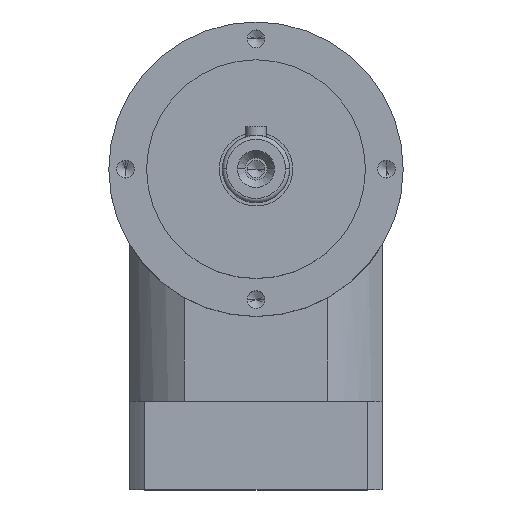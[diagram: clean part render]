
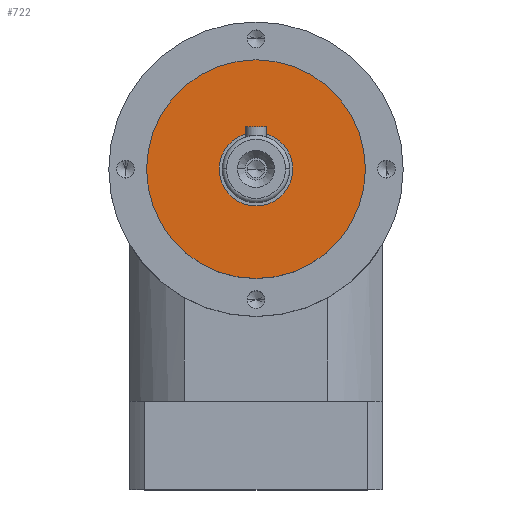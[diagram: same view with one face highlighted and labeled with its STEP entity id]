
A CAD part, top view. The second image highlights one B-rep face of the part: STEP entity #722.
In plain terms, the highlighted planar face has unit normal (0, 0, 1).
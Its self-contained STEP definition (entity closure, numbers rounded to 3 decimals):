
#101 = EDGE_CURVE ( 'NONE', #6905, #465, #7045, .T. ) ;
#336 = DIRECTION ( 'NONE',  ( 1., 0., 0. ) ) ;
#465 = VERTEX_POINT ( 'NONE', #7205 ) ;
#474 = DIRECTION ( 'NONE',  ( 0., 0., 1. ) ) ;
#501 = CARTESIAN_POINT ( 'NONE',  ( 0., 0., 47. ) ) ;
#544 = CARTESIAN_POINT ( 'NONE',  ( 8.75, 0., 47. ) ) ;
#613 = DIRECTION ( 'NONE',  ( 0., 0., 1. ) ) ;
#722 = ADVANCED_FACE ( 'NONE', ( #8152, #2839 ), #3809, .T. ) ;
#1354 = DIRECTION ( 'NONE',  ( 0., 0., 1. ) ) ;
#1607 = CARTESIAN_POINT ( 'NONE',  ( 0., 0., 47. ) ) ;
#1623 = ORIENTED_EDGE ( 'NONE', *, *, #2949, .T. ) ;
#1734 = DIRECTION ( 'NONE',  ( 1., 0., 0. ) ) ;
#1739 = ORIENTED_EDGE ( 'NONE', *, *, #7845, .F. ) ;
#2138 = CARTESIAN_POINT ( 'NONE',  ( 0., 0., 47. ) ) ;
#2595 = VERTEX_POINT ( 'NONE', #4146 ) ;
#2789 = CIRCLE ( 'NONE', #5432, 26. ) ;
#2839 = FACE_OUTER_BOUND ( 'NONE', #4134, .T. ) ;
#2949 = EDGE_CURVE ( 'NONE', #465, #6905, #2789, .T. ) ;
#3009 = CIRCLE ( 'NONE', #7123, 8.75 ) ;
#3809 = PLANE ( 'NONE',  #6371 ) ;
#3886 = DIRECTION ( 'NONE',  ( 0., 0., 1. ) ) ;
#3985 = ORIENTED_EDGE ( 'NONE', *, *, #4942, .F. ) ;
#4134 = EDGE_LOOP ( 'NONE', ( #1623, #5367 ) ) ;
#4146 = CARTESIAN_POINT ( 'NONE',  ( -8.75, 0., 47. ) ) ;
#4270 = CARTESIAN_POINT ( 'NONE',  ( 0., 0., 47. ) ) ;
#4382 = CARTESIAN_POINT ( 'NONE',  ( 26., 0., 47. ) ) ;
#4892 = DIRECTION ( 'NONE',  ( 1., 0., 0. ) ) ;
#4942 = EDGE_CURVE ( 'NONE', #2595, #5777, #3009, .T. ) ;
#5367 = ORIENTED_EDGE ( 'NONE', *, *, #101, .T. ) ;
#5432 = AXIS2_PLACEMENT_3D ( 'NONE', #501, #474, #336 ) ;
#5616 = EDGE_LOOP ( 'NONE', ( #3985, #1739 ) ) ;
#5777 = VERTEX_POINT ( 'NONE', #544 ) ;
#6196 = AXIS2_PLACEMENT_3D ( 'NONE', #4270, #613, #4892 ) ;
#6371 = AXIS2_PLACEMENT_3D ( 'NONE', #2138, #3886, #7750 ) ;
#6528 = DIRECTION ( 'NONE',  ( 1., 0., 0. ) ) ;
#6554 = DIRECTION ( 'NONE',  ( 0., 0., 1. ) ) ;
#6564 = CARTESIAN_POINT ( 'NONE',  ( 0., 0., 47. ) ) ;
#6736 = AXIS2_PLACEMENT_3D ( 'NONE', #6564, #6554, #6528 ) ;
#6905 = VERTEX_POINT ( 'NONE', #4382 ) ;
#7045 = CIRCLE ( 'NONE', #6736, 26. ) ;
#7123 = AXIS2_PLACEMENT_3D ( 'NONE', #1607, #1354, #1734 ) ;
#7205 = CARTESIAN_POINT ( 'NONE',  ( -26., 0., 47. ) ) ;
#7517 = CIRCLE ( 'NONE', #6196, 8.75 ) ;
#7750 = DIRECTION ( 'NONE',  ( 1., 0., 0. ) ) ;
#7845 = EDGE_CURVE ( 'NONE', #5777, #2595, #7517, .T. ) ;
#8152 = FACE_BOUND ( 'NONE', #5616, .T. ) ;
